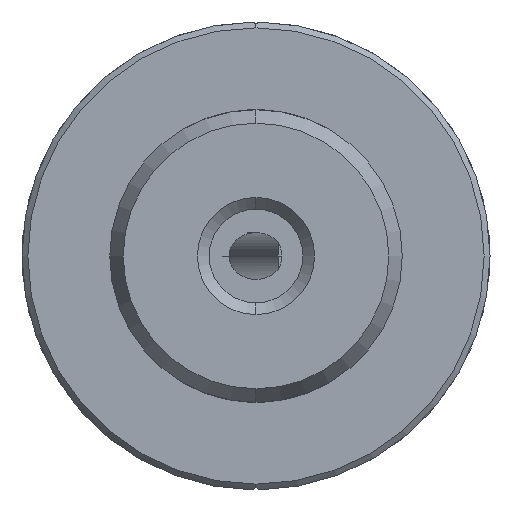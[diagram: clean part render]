
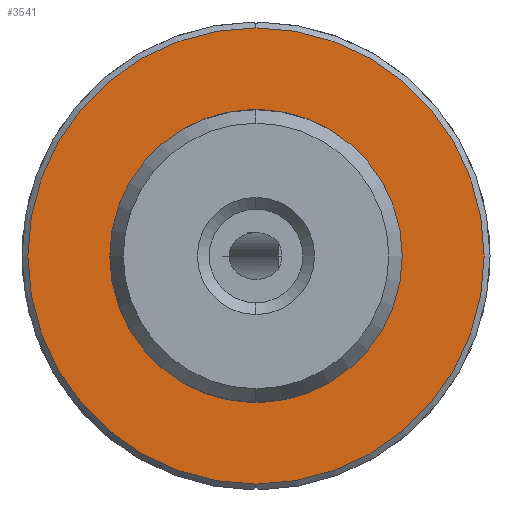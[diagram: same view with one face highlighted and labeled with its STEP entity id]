
A CAD part, left-side view. The second image highlights one B-rep face of the part: STEP entity #3541.
In plain terms, the highlighted planar face has unit normal (-1, 0, 0).
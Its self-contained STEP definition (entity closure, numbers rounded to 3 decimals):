
#16 = PLANE ( 'NONE',  #2074 ) ;
#87 = DIRECTION ( 'NONE',  ( -1., 0., 0. ) ) ;
#90 = AXIS2_PLACEMENT_3D ( 'NONE', #2594, #87, #1238 ) ;
#198 = EDGE_CURVE ( 'NONE', #2519, #1628, #1201, .T. ) ;
#242 = CARTESIAN_POINT ( 'NONE',  ( -135., 0., -19.5 ) ) ;
#246 = EDGE_LOOP ( 'NONE', ( #3224, #1000 ) ) ;
#285 = DIRECTION ( 'NONE',  ( 0., 0., -1. ) ) ;
#301 = EDGE_CURVE ( 'NONE', #1628, #2519, #1610, .T. ) ;
#308 = ORIENTED_EDGE ( 'NONE', *, *, #327, .F. ) ;
#327 = EDGE_CURVE ( 'NONE', #2118, #902, #1717, .T. ) ;
#902 = VERTEX_POINT ( 'NONE', #1470 ) ;
#1000 = ORIENTED_EDGE ( 'NONE', *, *, #198, .T. ) ;
#1161 = FACE_BOUND ( 'NONE', #3408, .T. ) ;
#1201 = CIRCLE ( 'NONE', #1257, 19.5 ) ;
#1238 = DIRECTION ( 'NONE',  ( 0., 0., 1. ) ) ;
#1257 = AXIS2_PLACEMENT_3D ( 'NONE', #2998, #2996, #2991 ) ;
#1354 = CIRCLE ( 'NONE', #90, 12.5 ) ;
#1436 = DIRECTION ( 'NONE',  ( 1., 0., 0. ) ) ;
#1470 = CARTESIAN_POINT ( 'NONE',  ( -135., 0., 12.5 ) ) ;
#1610 = CIRCLE ( 'NONE', #1669, 19.5 ) ;
#1628 = VERTEX_POINT ( 'NONE', #242 ) ;
#1669 = AXIS2_PLACEMENT_3D ( 'NONE', #2661, #2660, #2657 ) ;
#1717 = CIRCLE ( 'NONE', #1830, 12.5 ) ;
#1802 = CARTESIAN_POINT ( 'NONE',  ( -135., 0., -12.5 ) ) ;
#1830 = AXIS2_PLACEMENT_3D ( 'NONE', #2602, #2595, #2591 ) ;
#2074 = AXIS2_PLACEMENT_3D ( 'NONE', #2525, #1436, #285 ) ;
#2118 = VERTEX_POINT ( 'NONE', #1802 ) ;
#2264 = FACE_OUTER_BOUND ( 'NONE', #246, .T. ) ;
#2519 = VERTEX_POINT ( 'NONE', #2933 ) ;
#2525 = CARTESIAN_POINT ( 'NONE',  ( -135., 20., 0. ) ) ;
#2591 = DIRECTION ( 'NONE',  ( 0., 0., 1. ) ) ;
#2594 = CARTESIAN_POINT ( 'NONE',  ( -135., 0., 0. ) ) ;
#2595 = DIRECTION ( 'NONE',  ( -1., 0., 0. ) ) ;
#2602 = CARTESIAN_POINT ( 'NONE',  ( -135., 0., 0. ) ) ;
#2657 = DIRECTION ( 'NONE',  ( 0., 0., -1. ) ) ;
#2660 = DIRECTION ( 'NONE',  ( -1., 0., 0. ) ) ;
#2661 = CARTESIAN_POINT ( 'NONE',  ( -135., 0., 0. ) ) ;
#2933 = CARTESIAN_POINT ( 'NONE',  ( -135., 0., 19.5 ) ) ;
#2991 = DIRECTION ( 'NONE',  ( 0., 0., -1. ) ) ;
#2996 = DIRECTION ( 'NONE',  ( -1., 0., 0. ) ) ;
#2998 = CARTESIAN_POINT ( 'NONE',  ( -135., 0., 0. ) ) ;
#3029 = EDGE_CURVE ( 'NONE', #902, #2118, #1354, .T. ) ;
#3052 = ORIENTED_EDGE ( 'NONE', *, *, #3029, .F. ) ;
#3224 = ORIENTED_EDGE ( 'NONE', *, *, #301, .T. ) ;
#3408 = EDGE_LOOP ( 'NONE', ( #3052, #308 ) ) ;
#3541 = ADVANCED_FACE ( 'NONE', ( #2264, #1161 ), #16, .F. ) ;
